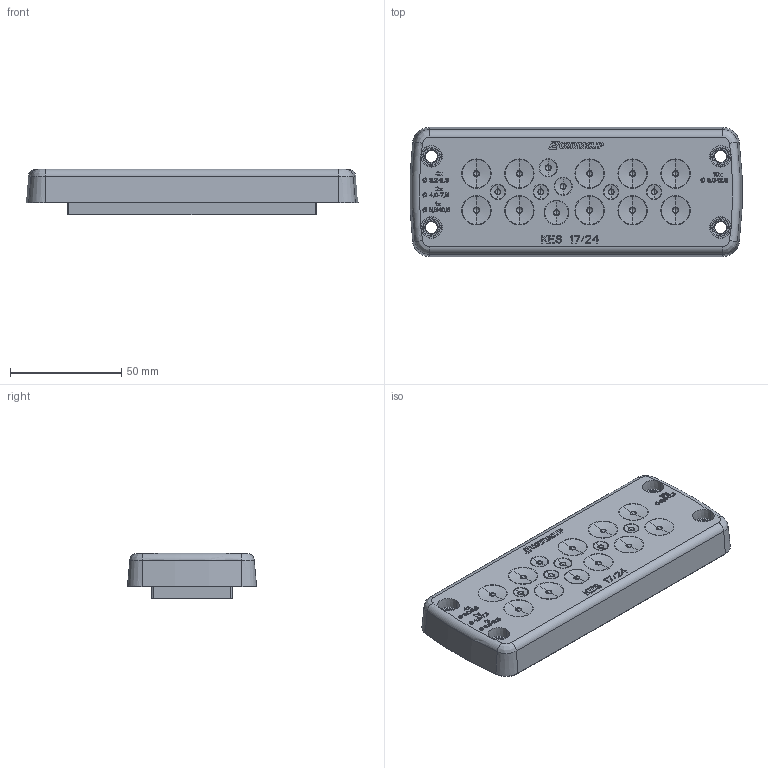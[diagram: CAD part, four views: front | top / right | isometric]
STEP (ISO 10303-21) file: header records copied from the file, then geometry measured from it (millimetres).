
FILE_DESCRIPTION(/* description */ (''),/* implementation_level */ '2;1');
FILE_NAME(/* name */ 'KES_17-24.stp',/* time_stamp */ '2018-01-25T11:15:17+01:00',/* author */ (''),/* organization */ (''),/* preprocessor_version */ 'ST-DEVELOPER v16',/* originating_system */ 'SIEMENS PLM Software NX 10.0',/* authorisation */ '');
FILE_SCHEMA (('CONFIG_CONTROL_DESIGN'));
Length unit declared in the file: millimetre
Products named in the file (1): KES_17-24
Bounding box: 149.26 x 58.07 x 20.65 mm (x, y, z)
Volume: 141009.7 mm3; surface area: 25131.4 mm2
Topology: 1 solids, 1 shells, 1609 faces, 4436 edges, 2914 vertices
Faces by surface type: plane 1335, torus 114, sphere 68, cone 62, cylinder 22, bspline 4, extrusion 4
Entity records: 50859 total; most frequent: CARTESIAN_POINT 9541, ORIENTED_EDGE 8804, DIRECTION 8087, EDGE_CURVE 4402, VECTOR 3775, LINE 3771, VERTEX_POINT 2914, AXIS2_PLACEMENT_3D 2156
